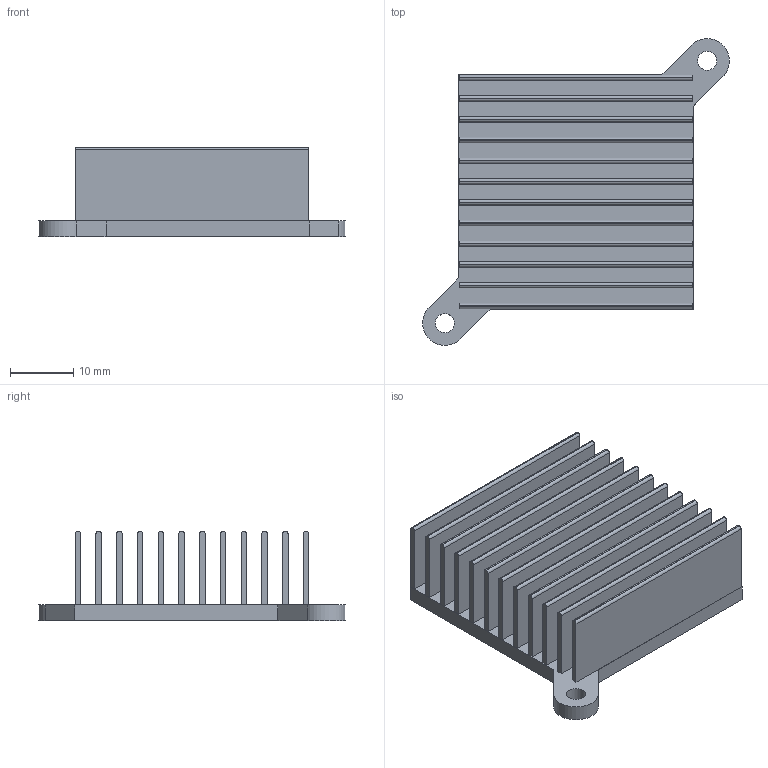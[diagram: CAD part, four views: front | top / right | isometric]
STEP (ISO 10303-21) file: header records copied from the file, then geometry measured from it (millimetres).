
FILE_DESCRIPTION(/* description */ (''),/* implementation_level */ '2;1');
FILE_NAME(/* name */ 'Bitaxe_Heatsink.step',/* time_stamp */ '2023-09-05T22:54:41-04:00',/* author */ (''),/* organization */ (''),/* preprocessor_version */ 'ST-DEVELOPER v20',/* originating_system */ 'Autodesk Translation Framework v12.9.0.99',/* authorisation */ '');
FILE_SCHEMA (('AUTOMOTIVE_DESIGN { 1 0 10303 214 3 1 1 }'));
Length unit declared in the file: millimetre
Products named in the file (1): Bitaxe Heatsink
Bounding box: 48.34 x 48.34 x 14.1 mm (x, y, z)
Volume: 7976.5 mm3; surface area: 13739.1 mm2
Topology: 1 solids, 1 shells, 98 faces, 252 edges, 168 vertices
Faces by surface type: plane 70, cylinder 28
Full cylindrical faces by diameter (mm): 3 x2
Entity records: 3013 total; most frequent: CARTESIAN_POINT 519, DIRECTION 506, ORIENTED_EDGE 504, EDGE_CURVE 252, LINE 196, VECTOR 196, VERTEX_POINT 168, AXIS2_PLACEMENT_3D 155
